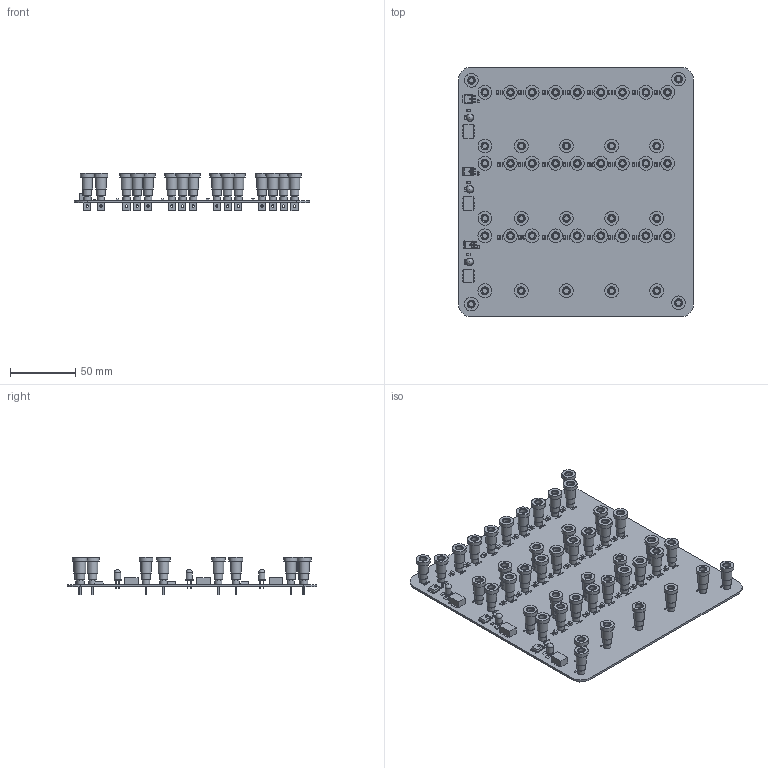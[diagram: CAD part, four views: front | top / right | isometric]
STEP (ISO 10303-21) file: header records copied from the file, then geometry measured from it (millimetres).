
FILE_DESCRIPTION(('KiCad electronic assembly'),'2;1');
FILE_NAME('RelayControls-HPK.step','2021-07-31T14:01:23',('An Author'),( 'A Company'),'Open CASCADE STEP processor 6.9', 'KiCad to STEP converter','Unknown');
FILE_SCHEMA(('AUTOMOTIVE_DESIGN { 1 0 10303 214 1 1 1 1 }'));
Length unit declared in the file: millimetre
Products named in the file (16): Open CASCADE STEP translator 6.9 1; D_SOD-323; SOLID; TO-252-3_TabPin2; C_1206_3216Metric; LED_D5.0mm; AGQ200A24Z; COMPOUND; R_1206_3216Metric; 4mm_Binding_Post_Banana_black_v2
Assembly tree (120 placements, depth 3):
  Open CASCADE STEP translator 6.9 1
    D_SOD-323  x3
      SOLID
    TO-252-3_TabPin2  x3
      SOLID
    C_1206_3216Metric  x24
      SOLID
    LED_D5.0mm  x3
      SOLID
    AGQ200A24Z  x3
      COMPOUND
    R_1206_3216Metric  x30
      SOLID
    4mm_Binding_Post_Banana_black_v2  x46
      SOLID
    COMPOUND
Bounding box: 180 x 191 x 28.5 mm (x, y, z)
Volume: 91140 mm3; surface area: 119229.5 mm2
Topology: 137 solids, 137 shells, 3305 faces, 7821 edges, 5135 vertices
Faces by surface type: plane 2099, cylinder 1079, bspline 78, cone 46, sphere 3
Full cylindrical faces by diameter (mm): 0.8 x6, 1 x3, 1.85 x46, 4 x92, 4.9 x3, 5 x46, 5.5 x46, 6.6 x46, 8 x46, 10.5 x46
Entity records: 39934 total; most frequent: CARTESIAN_POINT 6983, DIRECTION 5937, LINE 3454, VECTOR 3454, ORIENTED_EDGE 2924, PCURVE 2924, DEFINITIONAL_REPRESENTATION 2924, EDGE_CURVE 1462
